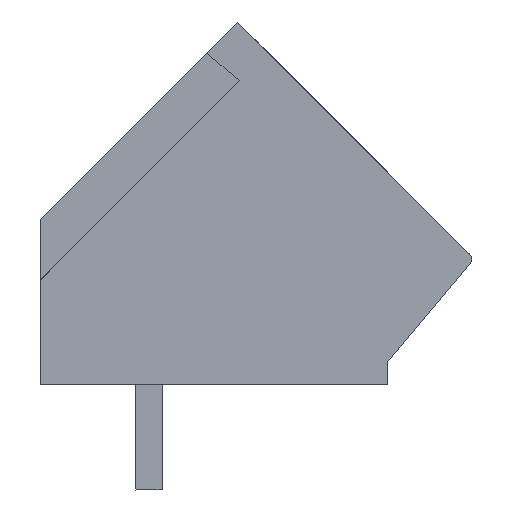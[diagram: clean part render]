
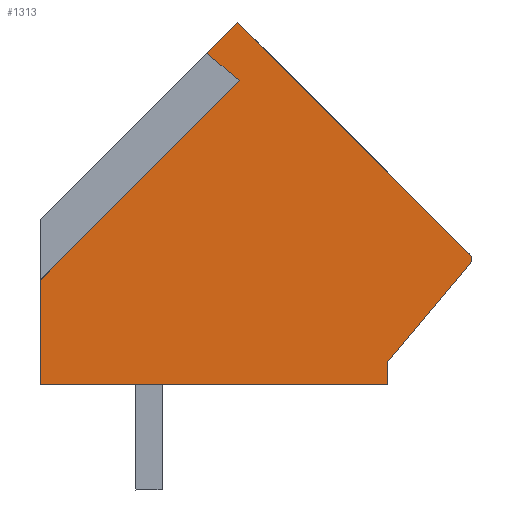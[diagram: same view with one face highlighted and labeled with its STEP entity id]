
A CAD part, left-side view. The second image highlights one B-rep face of the part: STEP entity #1313.
In plain terms, the highlighted planar face has unit normal (-1, 0, 0).
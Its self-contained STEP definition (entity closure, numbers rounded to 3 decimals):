
#1269=AXIS2_PLACEMENT_3D('Plane Axis2P3D',#1266,#1267,#1268) ;
#1299=AXIS2_PLACEMENT_3D('Circle Axis2P3D',#1297,#1298,$) ;
#172=CARTESIAN_POINT('Vertex',(0.,8.05,13.259)) ;
#175=CARTESIAN_POINT('Line Origine',(0.,7.58,13.73)) ;
#179=CARTESIAN_POINT('Vertex',(0.,7.11,14.2)) ;
#293=CARTESIAN_POINT('Line Origine',(0.,7.823,3.2)) ;
#297=CARTESIAN_POINT('Vertex',(0.,13.1,3.2)) ;
#299=CARTESIAN_POINT('Vertex',(0.,2.546,3.2)) ;
#1064=CARTESIAN_POINT('Vertex',(0.,13.1,6.371)) ;
#1067=CARTESIAN_POINT('Line Origine',(0.,10.075,9.396)) ;
#1071=CARTESIAN_POINT('Vertex',(0.,7.051,12.421)) ;
#1098=CARTESIAN_POINT('Line Origine',(0.,7.551,12.84)) ;
#1266=CARTESIAN_POINT('Axis2P3D Location',(0.,13.1,0.)) ;
#1271=CARTESIAN_POINT('Line Origine',(0.,3.584,10.674)) ;
#1275=CARTESIAN_POINT('Vertex',(0.,0.059,7.149)) ;
#1278=CARTESIAN_POINT('Line Origine',(0.,13.1,4.786)) ;
#1283=CARTESIAN_POINT('Line Origine',(0.,2.546,3.55)) ;
#1287=CARTESIAN_POINT('Vertex',(0.,2.546,3.9)) ;
#1290=CARTESIAN_POINT('Line Origine',(0.,1.297,5.389)) ;
#1294=CARTESIAN_POINT('Vertex',(0.,0.047,6.879)) ;
#1297=CARTESIAN_POINT('Axis2P3D Location',(0.,0.2,7.007)) ;
#176=DIRECTION('Vector Direction',(0.,0.707,-0.707)) ;
#294=DIRECTION('Vector Direction',(0.,-1.,0.)) ;
#1068=DIRECTION('Vector Direction',(0.,0.707,-0.707)) ;
#1099=DIRECTION('Vector Direction',(0.,-0.766,-0.643)) ;
#1267=DIRECTION('Axis2P3D Direction',(-1.,0.,0.)) ;
#1268=DIRECTION('Axis2P3D XDirection',(0.,-1.,0.)) ;
#1272=DIRECTION('Vector Direction',(0.,0.707,0.707)) ;
#1279=DIRECTION('Vector Direction',(0.,0.,-1.)) ;
#1284=DIRECTION('Vector Direction',(0.,0.,1.)) ;
#1291=DIRECTION('Vector Direction',(0.,-0.643,0.766)) ;
#1298=DIRECTION('Axis2P3D Direction',(-1.,0.,0.)) ;
#177=VECTOR('Line Direction',#176,1.) ;
#295=VECTOR('Line Direction',#294,1.) ;
#1069=VECTOR('Line Direction',#1068,1.) ;
#1100=VECTOR('Line Direction',#1099,1.) ;
#1273=VECTOR('Line Direction',#1272,1.) ;
#1280=VECTOR('Line Direction',#1279,1.) ;
#1285=VECTOR('Line Direction',#1284,1.) ;
#1292=VECTOR('Line Direction',#1291,1.) ;
#1303=ORIENTED_EDGE('',*,*,#1277,.T.) ;
#1304=ORIENTED_EDGE('',*,*,#181,.T.) ;
#1305=ORIENTED_EDGE('',*,*,#1102,.T.) ;
#1306=ORIENTED_EDGE('',*,*,#1073,.T.) ;
#1307=ORIENTED_EDGE('',*,*,#1282,.T.) ;
#1308=ORIENTED_EDGE('',*,*,#301,.T.) ;
#1309=ORIENTED_EDGE('',*,*,#1289,.T.) ;
#1310=ORIENTED_EDGE('',*,*,#1296,.T.) ;
#1311=ORIENTED_EDGE('',*,*,#1301,.F.) ;
#1313=ADVANCED_FACE('HOUSING',(#1312),#1270,.T.) ;
#1300=CIRCLE('generated circle',#1299,0.2) ;
#181=EDGE_CURVE('',#180,#173,#178,.T.) ;
#301=EDGE_CURVE('',#298,#300,#296,.T.) ;
#1073=EDGE_CURVE('',#1072,#1065,#1070,.T.) ;
#1102=EDGE_CURVE('',#173,#1072,#1101,.T.) ;
#1277=EDGE_CURVE('',#1276,#180,#1274,.T.) ;
#1282=EDGE_CURVE('',#1065,#298,#1281,.T.) ;
#1289=EDGE_CURVE('',#300,#1288,#1286,.T.) ;
#1296=EDGE_CURVE('',#1288,#1295,#1293,.T.) ;
#1301=EDGE_CURVE('',#1276,#1295,#1300,.F.) ;
#1302=EDGE_LOOP('',(#1303,#1304,#1305,#1306,#1307,#1308,#1309,#1310,#1311)) ;
#1312=FACE_OUTER_BOUND('',#1302,.T.) ;
#178=LINE('Line',#175,#177) ;
#296=LINE('Line',#293,#295) ;
#1070=LINE('Line',#1067,#1069) ;
#1101=LINE('Line',#1098,#1100) ;
#1274=LINE('Line',#1271,#1273) ;
#1281=LINE('Line',#1278,#1280) ;
#1286=LINE('Line',#1283,#1285) ;
#1293=LINE('Line',#1290,#1292) ;
#1270=PLANE('',#1269) ;
#173=VERTEX_POINT('',#172) ;
#180=VERTEX_POINT('',#179) ;
#298=VERTEX_POINT('',#297) ;
#300=VERTEX_POINT('',#299) ;
#1065=VERTEX_POINT('',#1064) ;
#1072=VERTEX_POINT('',#1071) ;
#1276=VERTEX_POINT('',#1275) ;
#1288=VERTEX_POINT('',#1287) ;
#1295=VERTEX_POINT('',#1294) ;
